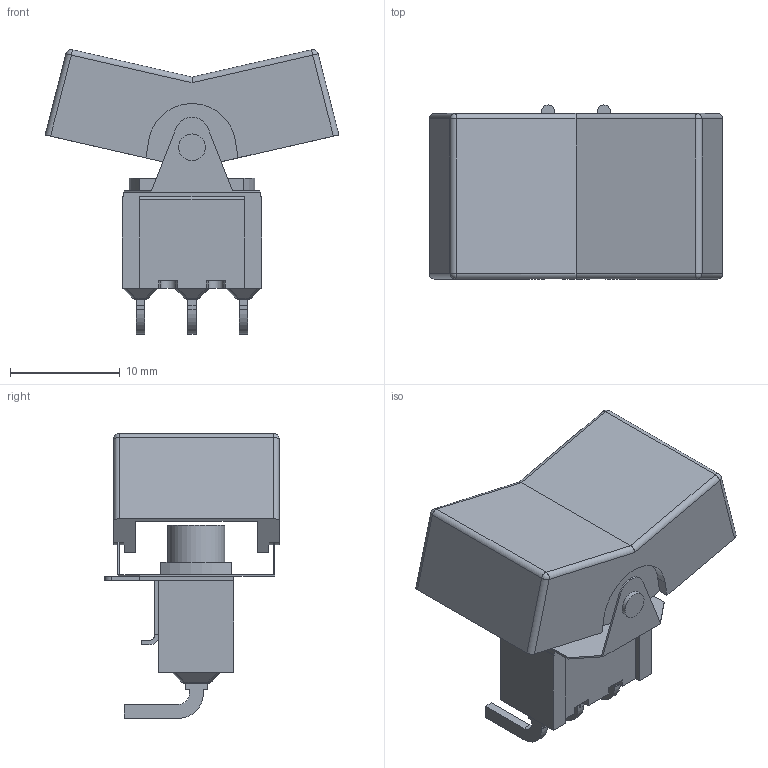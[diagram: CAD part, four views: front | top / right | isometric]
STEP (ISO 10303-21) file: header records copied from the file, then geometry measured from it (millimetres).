
FILE_DESCRIPTION((' '),'2;1');
FILE_NAME('300SPxJ3xxxM6xE.stp','2017-07-27T09:53:31',(' '),(' '),' ','ACIS',' ');
FILE_SCHEMA(('CONFIG_CONTROL_DESIGN'));
Length unit declared in the file: inch
Products named in the file (1): 300SPxJ3xxxM6xE.stp
Bounding box: 26.8 x 15.9 x 25.99 mm (x, y, z)
Volume: 2078.8 mm3; surface area: 3013.9 mm2
Topology: 1 solids, 1 shells, 233 faces, 587 edges, 368 vertices
Faces by surface type: plane 154, cylinder 63, sphere 16
Full cylindrical faces by diameter (mm): 2.45 x4, 3.2 x1, 5.2 x1
Entity records: 6920 total; most frequent: DIRECTION 1177, CARTESIAN_POINT 1175, ORIENTED_EDGE 1154, EDGE_CURVE 577, VECTOR 445, LINE 445, AXIS2_PLACEMENT_3D 366, VERTEX_POINT 364
